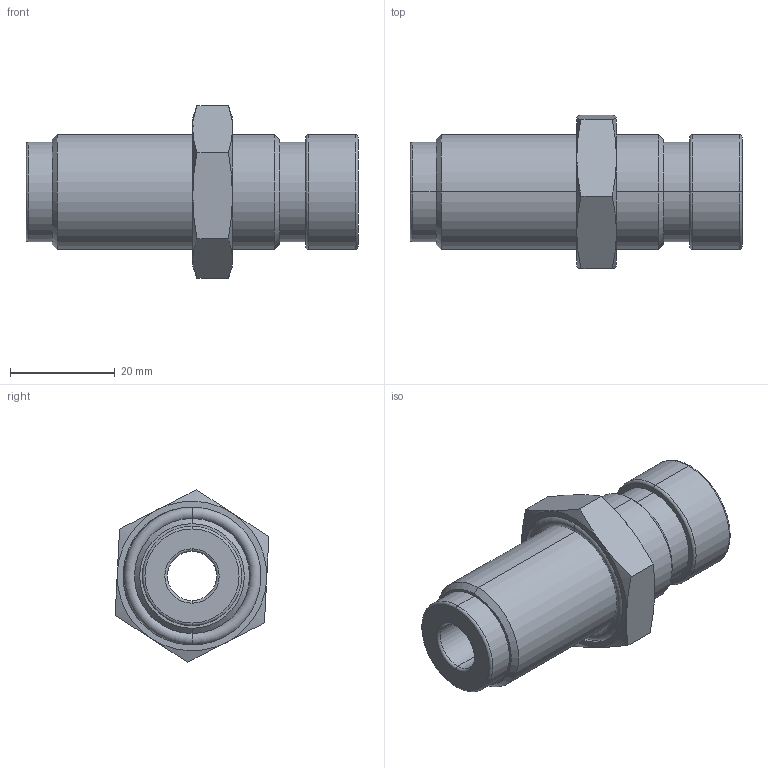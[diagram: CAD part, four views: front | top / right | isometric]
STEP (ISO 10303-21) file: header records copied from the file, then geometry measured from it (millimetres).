
FILE_DESCRIPTION (( 'STEP AP214' ), '1' );
FILE_NAME ('OS-2325 - POS-190 .STEP', '2019-08-16T15:46:21', ( '' ), ( '' ), 'SwSTEP 2.0', 'SolidWorks 2019', '' );
FILE_SCHEMA (( 'AUTOMOTIVE_DESIGN' ));
Length unit declared in the file: millimetre
Products named in the file (7): OS-2325 - POS-192; OS-2325 - POS-191; OS-2325 - POS-190 ; OS-2325 - POS-193
Assembly tree (3 placements, depth 2):
  OS-2325 - POS-192
  OS-2325 - POS-191
  OS-2325 - POS-190 
    OS-2325 - POS-191
    OS-2325 - POS-192
    OS-2325 - POS-193
  OS-2325 - POS-193
Bounding box: 63.5 x 29.4 x 32.98 mm (x, y, z)
Volume: 20003.9 mm3; surface area: 9721.2 mm2
Topology: 3 solids, 3 shells, 59 faces, 122 edges, 72 vertices
Faces by surface type: cone 16, cylinder 16, plane 15, torus 12
Entity records: 1938 total; most frequent: CARTESIAN_POINT 380, DIRECTION 302, ORIENTED_EDGE 244, AXIS2_PLACEMENT_3D 138, EDGE_CURVE 122, VERTEX_POINT 72, CIRCLE 72, EDGE_LOOP 68
